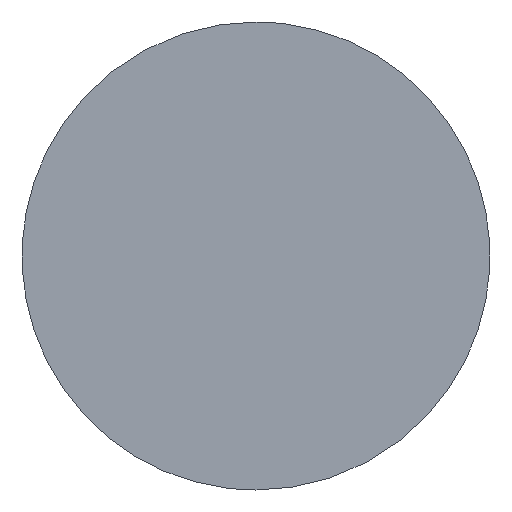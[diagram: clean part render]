
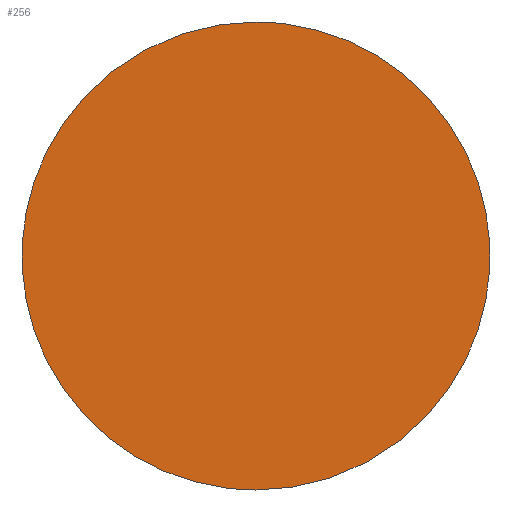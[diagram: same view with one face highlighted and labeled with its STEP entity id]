
A CAD part, front view. The second image highlights one B-rep face of the part: STEP entity #256.
In plain terms, the highlighted free-form (B-spline) face has degree [1, 1] with [2, 2] control points.
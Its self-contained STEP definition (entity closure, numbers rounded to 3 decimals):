
#225 = VERTEX_POINT('',#226);
#226 = CARTESIAN_POINT('',(0.,0.,17.091));
#231 = EDGE_CURVE('',#232,#225,#234,.T.);
#232 = VERTEX_POINT('',#233);
#233 = CARTESIAN_POINT('',(0.,0.,-17.091));
#234 = ( BOUNDED_CURVE() B_SPLINE_CURVE(2,(#235,#236,#237,#238,#239),
.UNSPECIFIED.,.F.,.F.) B_SPLINE_CURVE_WITH_KNOTS((3,2,3),(0.,
1.571,3.142),.PIECEWISE_BEZIER_KNOTS.) CURVE() 
GEOMETRIC_REPRESENTATION_ITEM() RATIONAL_B_SPLINE_CURVE((1.,
0.707,1.,0.707,1.)) REPRESENTATION_ITEM('') );
#235 = CARTESIAN_POINT('',(0.,0.,-17.091));
#236 = CARTESIAN_POINT('',(17.091,0.,-17.091));
#237 = CARTESIAN_POINT('',(17.091,0.,0.));
#238 = CARTESIAN_POINT('',(17.091,0.,17.091));
#239 = CARTESIAN_POINT('',(0.,0.,17.091));
#256 = ADVANCED_FACE('',(#257),#268,.T.);
#257 = FACE_BOUND('',#258,.T.);
#258 = EDGE_LOOP('',(#259,#260));
#259 = ORIENTED_EDGE('',*,*,#231,.T.);
#260 = ORIENTED_EDGE('',*,*,#261,.T.);
#261 = EDGE_CURVE('',#225,#232,#262,.T.);
#262 = ( BOUNDED_CURVE() B_SPLINE_CURVE(2,(#263,#264,#265,#266,#267),
.UNSPECIFIED.,.F.,.F.) B_SPLINE_CURVE_WITH_KNOTS((3,2,3),(3.142,
4.712,6.283),.PIECEWISE_BEZIER_KNOTS.) CURVE() 
GEOMETRIC_REPRESENTATION_ITEM() RATIONAL_B_SPLINE_CURVE((1.,
0.707,1.,0.707,1.)) REPRESENTATION_ITEM('') );
#263 = CARTESIAN_POINT('',(0.,0.,17.091));
#264 = CARTESIAN_POINT('',(-17.091,0.,17.091));
#265 = CARTESIAN_POINT('',(-17.091,0.,0.));
#266 = CARTESIAN_POINT('',(-17.091,0.,-17.091));
#267 = CARTESIAN_POINT('',(0.,0.,-17.091));
#268 = B_SPLINE_SURFACE_WITH_KNOTS('',1,1,(
    (#269,#270)
    ,(#271,#272
    )),.UNSPECIFIED.,.F.,.F.,.F.,(2,2),(2,2),(-16.682,
    16.682),(-33.364,0.),.PIECEWISE_BEZIER_KNOTS.);
#269 = CARTESIAN_POINT('',(-17.091,0.,17.091));
#270 = CARTESIAN_POINT('',(17.091,0.,17.091));
#271 = CARTESIAN_POINT('',(-17.091,0.,-17.091));
#272 = CARTESIAN_POINT('',(17.091,0.,-17.091));
